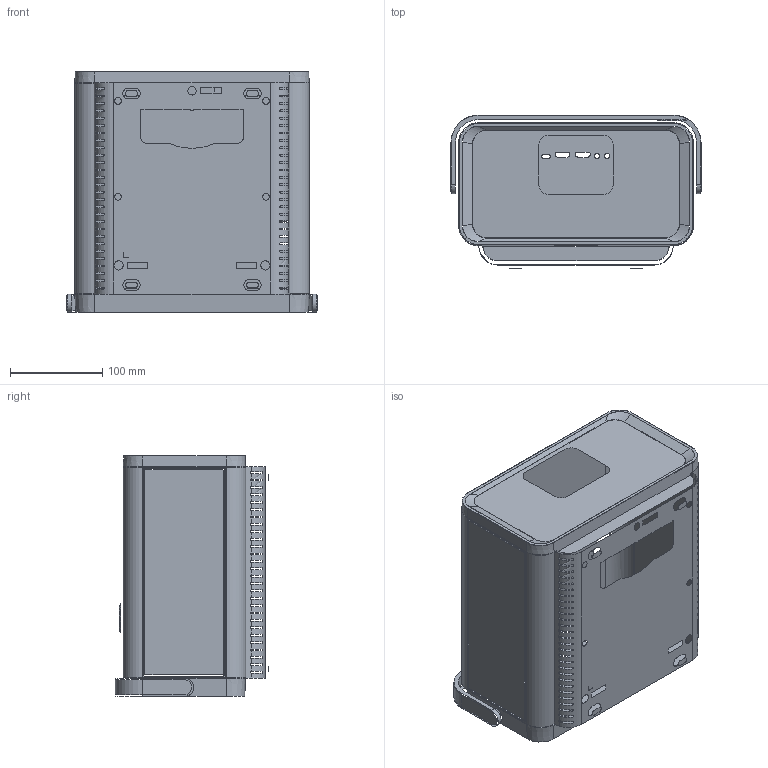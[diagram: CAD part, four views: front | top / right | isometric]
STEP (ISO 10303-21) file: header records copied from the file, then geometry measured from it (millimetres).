
FILE_DESCRIPTION((''),'2;1');
FILE_NAME('SINGLE','2020-05-08T',('ChenPet'),(''),'PRO/ENGINEER BY PARAMETRIC TECHNOLOGY CORPORATION, 2009440','PRO/ENGINEER BY PARAMETRIC TECHNOLOGY CORPORATION, 2009440','');
FILE_SCHEMA(('CONFIG_CONTROL_DESIGN'));
Length unit declared in the file: millimetre
Products named in the file (1): SINGLE
Bounding box: 271 x 166.3 x 261.01 mm (x, y, z)
Surface area: 253977.5 mm2 (no closed solid volume)
Topology: 0 solids, 20 shells, 58 faces, 986 edges, 887 vertices
Faces by surface type: plane 35, cylinder 11, cone 8, bspline 4
Entity records: 10804 total; most frequent: CARTESIAN_POINT 4425, DIRECTION 1198, ORIENTED_EDGE 1086, EDGE_CURVE 986, VERTEX_POINT 887, VECTOR 466, LINE 466, AXIS2_PLACEMENT_3D 366
